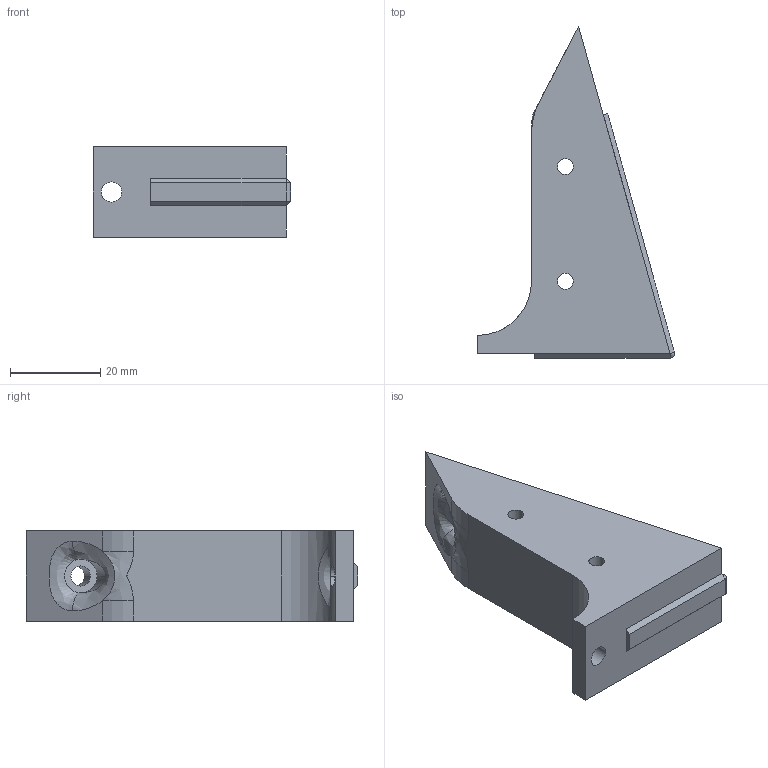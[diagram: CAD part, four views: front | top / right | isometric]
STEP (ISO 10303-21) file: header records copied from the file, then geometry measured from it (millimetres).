
FILE_DESCRIPTION (( 'STEP AP203' ), '1' );
FILE_NAME ('Connector right.step', '2020-06-02T18:16:07', ( '' ), ( '' ), 'SwSTEP 2.0', 'SolidWorks 2020', '' );
FILE_SCHEMA (( 'CONFIG_CONTROL_DESIGN' ));
Length unit declared in the file: millimetre
Products named in the file (1): Connector right
Bounding box: 43.74 x 73.63 x 20 mm (x, y, z)
Volume: 27829.9 mm3; surface area: 7941.3 mm2
Topology: 1 solids, 1 shells, 50 faces, 122 edges, 72 vertices
Faces by surface type: cylinder 19, plane 17, cone 10, bspline 4
Entity records: 2105 total; most frequent: CARTESIAN_POINT 868, DIRECTION 243, ORIENTED_EDGE 240, EDGE_CURVE 120, AXIS2_PLACEMENT_3D 89, VERTEX_POINT 72, VECTOR 65, LINE 65
